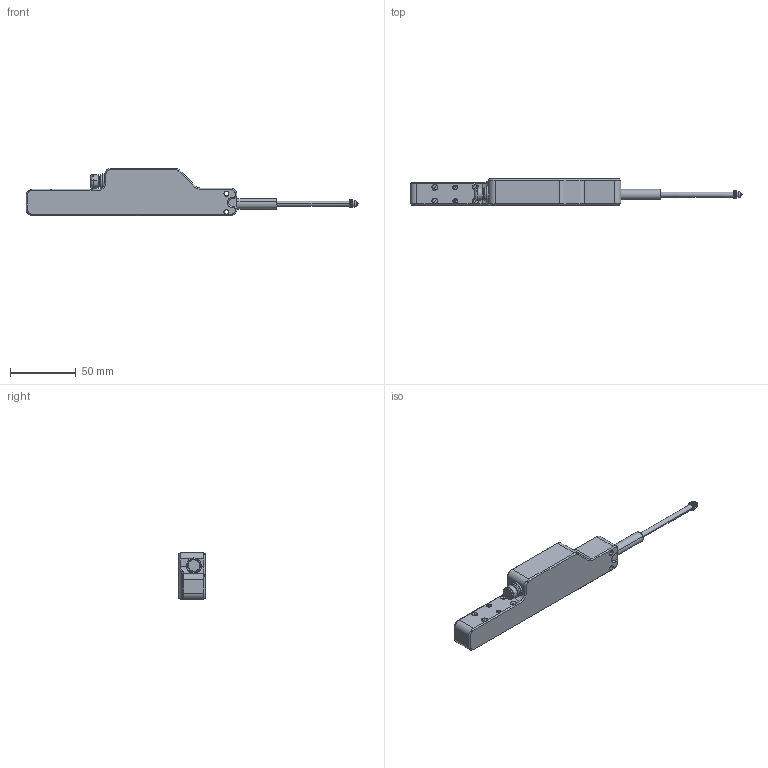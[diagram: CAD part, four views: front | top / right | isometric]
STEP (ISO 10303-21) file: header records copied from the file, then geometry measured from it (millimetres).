
FILE_DESCRIPTION((''),'2;1');
FILE_NAME('MR-DT55','2022-03-25T',('EDY'),(''),'CREO PARAMETRIC BY PTC INC, 2018070','CREO PARAMETRIC BY PTC INC, 2018070','');
FILE_SCHEMA(('CONFIG_CONTROL_DESIGN'));
Length unit declared in the file: millimetre
Products named in the file (1): MR-DT55
Bounding box: 253.39 x 20 x 36 mm (x, y, z)
Volume: 84039.9 mm3; surface area: 18594.7 mm2
Topology: 1 solids, 7 shells, 430 faces, 1109 edges, 698 vertices
Faces by surface type: plane 198, cylinder 137, cone 83, torus 8, bspline 3, sphere 1
Entity records: 13362 total; most frequent: CARTESIAN_POINT 2629, DIRECTION 2265, ORIENTED_EDGE 2210, EDGE_CURVE 1105, AXIS2_PLACEMENT_3D 795, VERTEX_POINT 697, VECTOR 675, LINE 675
